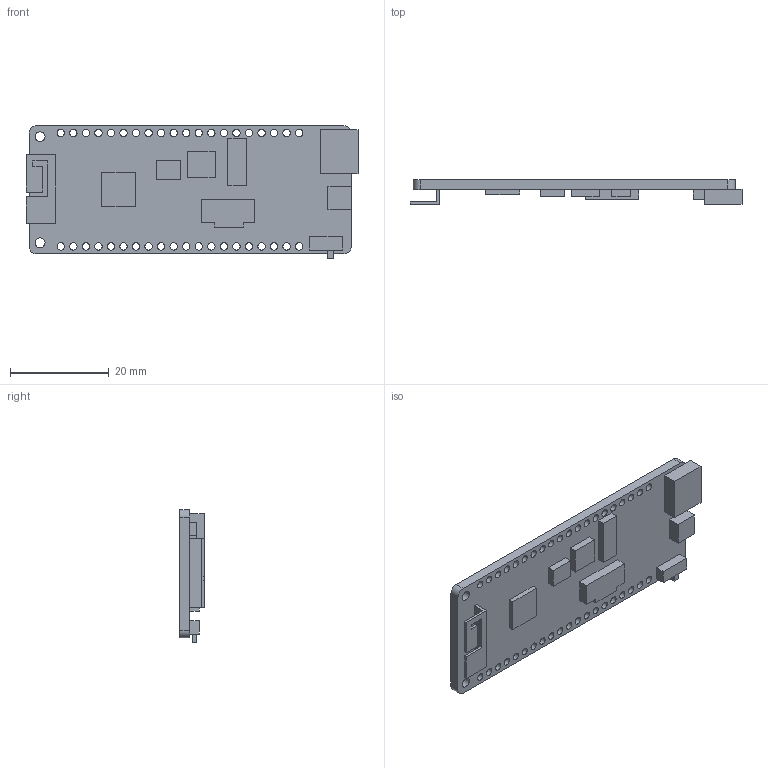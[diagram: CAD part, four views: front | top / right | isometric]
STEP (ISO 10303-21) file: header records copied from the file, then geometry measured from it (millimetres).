
FILE_DESCRIPTION(/* description */ (''),/* implementation_level */ '2;1');
FILE_NAME(/* name */ 'LILYGO® TTGO T8 ESP32-S2 V1.1 WIFI USBC.step',/* time_stamp */ '2022-02-14T15:29:18+01:00',/* author */ (''),/* organization */ (''),/* preprocessor_version */ 'ST-DEVELOPER v18.1',/* originating_system */ 'Autodesk Translation Framework v10.13.0.1454',/* authorisation */ '');
FILE_SCHEMA (('AUTOMOTIVE_DESIGN { 1 0 10303 214 3 1 1 }'));
Length unit declared in the file: millimetre
Products named in the file (1): LILYGO® TTGO T8 ESP32-S2 V1.1 WIFI USBC(Mirror)
Bounding box: 67.21 x 5 x 26.87 mm (x, y, z)
Volume: 3864.8 mm3; surface area: 5208.6 mm2
Topology: 11 solids, 11 shells, 126 faces, 312 edges, 208 vertices
Faces by surface type: plane 80, cylinder 46
Full cylindrical faces by diameter (mm): 1.5 x40, 2 x2
Entity records: 3960 total; most frequent: DIRECTION 658, CARTESIAN_POINT 647, ORIENTED_EDGE 624, EDGE_CURVE 312, LINE 220, VECTOR 220, AXIS2_PLACEMENT_3D 219, EDGE_LOOP 210
